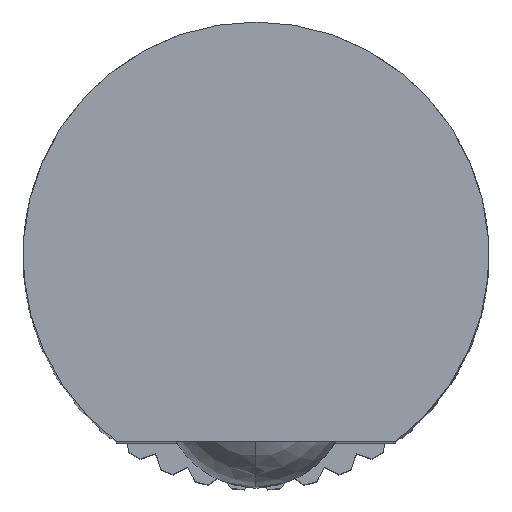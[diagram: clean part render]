
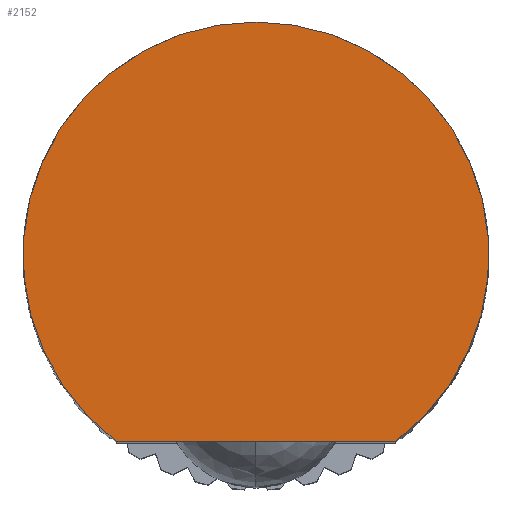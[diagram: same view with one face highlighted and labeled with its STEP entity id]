
A CAD part, top view. The second image highlights one B-rep face of the part: STEP entity #2152.
In plain terms, the highlighted planar face has unit normal (0, 0, 1).
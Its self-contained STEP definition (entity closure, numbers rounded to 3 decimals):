
#1384=VERTEX_POINT('',#3042);
#1540=VERTEX_POINT('',#3208);
#1840=VERTEX_POINT('',#3531);
#1968=EDGE_CURVE('',#1384,#1540,#3673,.T.);
#2144=EDGE_CURVE('',#1840,#1384,#3869,.T.);
#2152=ADVANCED_FACE('',(#3878),#3879,.T.);
#2326=EDGE_CURVE('',#1540,#1840,#4065,.T.);
#3042=CARTESIAN_POINT('',(0.,5.0,30.0));
#3208=CARTESIAN_POINT('',(-3.0,-4.0,30.0));
#3531=CARTESIAN_POINT('',(3.0,-4.0,30.0));
#3673=CIRCLE('',#6439,5.0);
#3869=CIRCLE('',#6790,5.0);
#3878=FACE_OUTER_BOUND('',#6801,.T.);
#3879=PLANE('',#6802);
#4065=LINE('',#7078,#7079);
#6439=AXIS2_PLACEMENT_3D('',#8433,#8434,#8435);
#6790=AXIS2_PLACEMENT_3D('',#8763,#8764,#8765);
#6801=EDGE_LOOP('',(#8775,#8776,#8777));
#6802=AXIS2_PLACEMENT_3D('',#8778,#8779,#8780);
#7078=CARTESIAN_POINT('',(1.5,-4.0,30.0));
#7079=VECTOR('',#8967,1.0);
#8433=CARTESIAN_POINT('',(0.,0.,30.0));
#8434=DIRECTION('',(0.,0.,1.0));
#8435=DIRECTION('',(0.,1.0,0.));
#8763=CARTESIAN_POINT('',(0.,0.,30.0));
#8764=DIRECTION('',(0.,0.,1.0));
#8765=DIRECTION('',(0.,1.0,0.));
#8775=ORIENTED_EDGE('',*,*,#2326,.T.);
#8776=ORIENTED_EDGE('',*,*,#2144,.T.);
#8777=ORIENTED_EDGE('',*,*,#1968,.T.);
#8778=CARTESIAN_POINT('',(0.,2.5,30.0));
#8779=DIRECTION('',(0.,0.,1.0));
#8780=DIRECTION('',(0.,1.0,0.0));
#8967=DIRECTION('',(1.0,0.0,0.));
